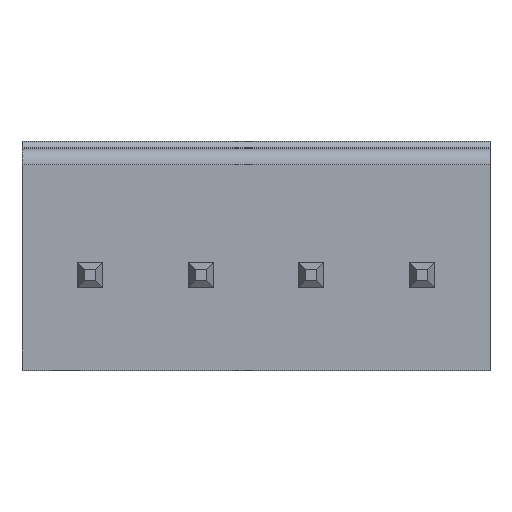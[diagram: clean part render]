
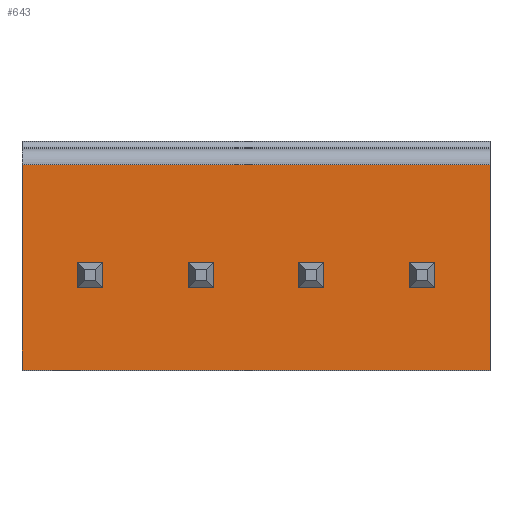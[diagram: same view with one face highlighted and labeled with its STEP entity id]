
A CAD part, top view. The second image highlights one B-rep face of the part: STEP entity #643.
In plain terms, the highlighted planar face has unit normal (0, 0, 1).
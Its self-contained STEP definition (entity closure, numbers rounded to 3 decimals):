
#192=FACE_BOUND('',#2069,.T.);
#193=FACE_BOUND('',#2070,.T.);
#194=FACE_BOUND('',#2071,.T.);
#195=FACE_BOUND('',#2072,.T.);
#196=FACE_BOUND('',#2073,.T.);
#643=ADVANCED_FACE('',(#192,#193,#194,#195,#196),#1114,.T.);
#1114=PLANE('',#10072);
#2069=EDGE_LOOP('',(#4258,#4259,#4260,#4261));
#2070=EDGE_LOOP('',(#4262,#4263,#4264,#4265));
#2071=EDGE_LOOP('',(#4266,#4267,#4268,#4269));
#2072=EDGE_LOOP('',(#4270,#4271,#4272,#4273));
#2073=EDGE_LOOP('',(#4274,#4275,#4276,#4277));
#4258=ORIENTED_EDGE('',*,*,#6918,.F.);
#4259=ORIENTED_EDGE('',*,*,#6919,.F.);
#4260=ORIENTED_EDGE('',*,*,#6920,.F.);
#4261=ORIENTED_EDGE('',*,*,#6921,.T.);
#4262=ORIENTED_EDGE('',*,*,#6922,.T.);
#4263=ORIENTED_EDGE('',*,*,#6923,.T.);
#4264=ORIENTED_EDGE('',*,*,#6910,.T.);
#4265=ORIENTED_EDGE('',*,*,#6924,.T.);
#4266=ORIENTED_EDGE('',*,*,#6901,.F.);
#4267=ORIENTED_EDGE('',*,*,#6899,.F.);
#4268=ORIENTED_EDGE('',*,*,#6897,.F.);
#4269=ORIENTED_EDGE('',*,*,#6894,.T.);
#4270=ORIENTED_EDGE('',*,*,#6893,.F.);
#4271=ORIENTED_EDGE('',*,*,#6891,.F.);
#4272=ORIENTED_EDGE('',*,*,#6889,.F.);
#4273=ORIENTED_EDGE('',*,*,#6886,.T.);
#4274=ORIENTED_EDGE('',*,*,#6885,.F.);
#4275=ORIENTED_EDGE('',*,*,#6883,.F.);
#4276=ORIENTED_EDGE('',*,*,#6881,.F.);
#4277=ORIENTED_EDGE('',*,*,#6878,.T.);
#5599=VERTEX_POINT('',#14883);
#5600=VERTEX_POINT('',#14884);
#5601=VERTEX_POINT('',#14889);
#5602=VERTEX_POINT('',#14893);
#5603=VERTEX_POINT('',#14899);
#5604=VERTEX_POINT('',#14900);
#5605=VERTEX_POINT('',#14905);
#5606=VERTEX_POINT('',#14909);
#5607=VERTEX_POINT('',#14915);
#5608=VERTEX_POINT('',#14916);
#5609=VERTEX_POINT('',#14921);
#5610=VERTEX_POINT('',#14925);
#5619=VERTEX_POINT('',#14946);
#5620=VERTEX_POINT('',#14948);
#5627=VERTEX_POINT('',#14965);
#5628=VERTEX_POINT('',#14966);
#5629=VERTEX_POINT('',#14968);
#5630=VERTEX_POINT('',#14970);
#5631=VERTEX_POINT('',#14973);
#5632=VERTEX_POINT('',#14974);
#6878=EDGE_CURVE('',#5599,#5600,#8183,.T.);
#6881=EDGE_CURVE('',#5599,#5601,#8186,.T.);
#6883=EDGE_CURVE('',#5601,#5602,#8188,.T.);
#6885=EDGE_CURVE('',#5602,#5600,#8190,.T.);
#6886=EDGE_CURVE('',#5603,#5604,#8191,.T.);
#6889=EDGE_CURVE('',#5603,#5605,#8194,.T.);
#6891=EDGE_CURVE('',#5605,#5606,#8196,.T.);
#6893=EDGE_CURVE('',#5606,#5604,#8198,.T.);
#6894=EDGE_CURVE('',#5607,#5608,#8199,.T.);
#6897=EDGE_CURVE('',#5607,#5609,#8202,.T.);
#6899=EDGE_CURVE('',#5609,#5610,#8204,.T.);
#6901=EDGE_CURVE('',#5610,#5608,#8206,.T.);
#6910=EDGE_CURVE('',#5620,#5619,#8214,.T.);
#6918=EDGE_CURVE('',#5627,#5628,#8219,.T.);
#6919=EDGE_CURVE('',#5629,#5627,#8220,.T.);
#6920=EDGE_CURVE('',#5630,#5629,#8221,.T.);
#6921=EDGE_CURVE('',#5630,#5628,#8222,.T.);
#6922=EDGE_CURVE('',#5631,#5632,#8223,.T.);
#6923=EDGE_CURVE('',#5632,#5620,#8224,.T.);
#6924=EDGE_CURVE('',#5619,#5631,#8225,.T.);
#8183=LINE('',#14882,#9470);
#8186=LINE('',#14888,#9473);
#8188=LINE('',#14892,#9475);
#8190=LINE('',#14896,#9477);
#8191=LINE('',#14898,#9478);
#8194=LINE('',#14904,#9481);
#8196=LINE('',#14908,#9483);
#8198=LINE('',#14912,#9485);
#8199=LINE('',#14914,#9486);
#8202=LINE('',#14920,#9489);
#8204=LINE('',#14924,#9491);
#8206=LINE('',#14928,#9493);
#8214=LINE('',#14947,#9501);
#8219=LINE('',#14964,#9506);
#8220=LINE('',#14967,#9507);
#8221=LINE('',#14969,#9508);
#8222=LINE('',#14971,#9509);
#8223=LINE('',#14972,#9510);
#8224=LINE('',#14975,#9511);
#8225=LINE('',#14976,#9512);
#9470=VECTOR('',#12175,1.);
#9473=VECTOR('',#12180,1.);
#9475=VECTOR('',#12184,1.);
#9477=VECTOR('',#12188,1.);
#9478=VECTOR('',#12191,1.);
#9481=VECTOR('',#12196,1.);
#9483=VECTOR('',#12200,1.);
#9485=VECTOR('',#12204,1.);
#9486=VECTOR('',#12207,1.);
#9489=VECTOR('',#12212,1.);
#9491=VECTOR('',#12216,1.);
#9493=VECTOR('',#12220,1.);
#9501=VECTOR('',#12232,1.);
#9506=VECTOR('',#12247,1.);
#9507=VECTOR('',#12248,1.);
#9508=VECTOR('',#12249,1.);
#9509=VECTOR('',#12250,1.);
#9510=VECTOR('',#12251,1.);
#9511=VECTOR('',#12252,1.);
#9512=VECTOR('',#12253,1.);
#10072=AXIS2_PLACEMENT_3D('',#14977,#12254,#12255);
#12175=DIRECTION('',(-1.,0.,0.));
#12180=DIRECTION('',(0.,1.,0.));
#12184=DIRECTION('',(-1.,0.,0.));
#12188=DIRECTION('',(0.,-1.,0.));
#12191=DIRECTION('',(-1.,0.,0.));
#12196=DIRECTION('',(0.,1.,0.));
#12200=DIRECTION('',(-1.,0.,0.));
#12204=DIRECTION('',(0.,-1.,0.));
#12207=DIRECTION('',(-1.,0.,0.));
#12212=DIRECTION('',(0.,1.,0.));
#12216=DIRECTION('',(-1.,0.,0.));
#12220=DIRECTION('',(0.,-1.,0.));
#12232=DIRECTION('',(0.,-1.,0.));
#12247=DIRECTION('',(0.,-1.,0.));
#12248=DIRECTION('',(-1.,0.,0.));
#12249=DIRECTION('',(0.,1.,0.));
#12250=DIRECTION('',(-1.,0.,0.));
#12251=DIRECTION('',(0.,1.,0.));
#12252=DIRECTION('',(-1.,0.,0.));
#12253=DIRECTION('',(1.,0.,0.));
#12254=DIRECTION('',(0.,0.,1.));
#12255=DIRECTION('',(1.,0.,0.));
#14882=CARTESIAN_POINT('',(29.32,2.65,144.));
#14883=CARTESIAN_POINT('',(15.72,2.65,144.));
#14884=CARTESIAN_POINT('',(14.92,2.65,144.));
#14888=CARTESIAN_POINT('',(15.72,3.55,144.));
#14889=CARTESIAN_POINT('',(15.72,3.45,144.));
#14892=CARTESIAN_POINT('',(29.32,3.45,144.));
#14893=CARTESIAN_POINT('',(14.92,3.45,144.));
#14896=CARTESIAN_POINT('',(14.92,3.55,144.));
#14898=CARTESIAN_POINT('',(29.32,2.65,144.));
#14899=CARTESIAN_POINT('',(19.22,2.65,144.));
#14900=CARTESIAN_POINT('',(18.42,2.65,144.));
#14904=CARTESIAN_POINT('',(19.22,3.55,144.));
#14905=CARTESIAN_POINT('',(19.22,3.45,144.));
#14908=CARTESIAN_POINT('',(29.32,3.45,144.));
#14909=CARTESIAN_POINT('',(18.42,3.45,144.));
#14912=CARTESIAN_POINT('',(18.42,3.55,144.));
#14914=CARTESIAN_POINT('',(29.32,2.65,144.));
#14915=CARTESIAN_POINT('',(12.22,2.65,144.));
#14916=CARTESIAN_POINT('',(11.42,2.65,144.));
#14920=CARTESIAN_POINT('',(12.22,3.55,144.));
#14921=CARTESIAN_POINT('',(12.22,3.45,144.));
#14924=CARTESIAN_POINT('',(29.32,3.45,144.));
#14925=CARTESIAN_POINT('',(11.42,3.45,144.));
#14928=CARTESIAN_POINT('',(11.42,3.55,144.));
#14946=CARTESIAN_POINT('',(9.67,0.05,144.));
#14947=CARTESIAN_POINT('',(9.67,6.55,144.));
#14948=CARTESIAN_POINT('',(9.67,6.55,144.));
#14964=CARTESIAN_POINT('',(21.92,3.55,144.));
#14965=CARTESIAN_POINT('',(21.92,3.45,144.));
#14966=CARTESIAN_POINT('',(21.92,2.65,144.));
#14967=CARTESIAN_POINT('',(1.32,3.45,144.));
#14968=CARTESIAN_POINT('',(22.72,3.45,144.));
#14969=CARTESIAN_POINT('',(22.72,3.55,144.));
#14970=CARTESIAN_POINT('',(22.72,2.65,144.));
#14971=CARTESIAN_POINT('',(1.32,2.65,144.));
#14972=CARTESIAN_POINT('',(24.47,0.05,144.));
#14973=CARTESIAN_POINT('',(24.47,0.05,144.));
#14974=CARTESIAN_POINT('',(24.47,6.55,144.));
#14975=CARTESIAN_POINT('',(52.47,6.55,144.));
#14976=CARTESIAN_POINT('',(52.47,0.05,144.));
#14977=CARTESIAN_POINT('',(29.32,3.55,144.));
